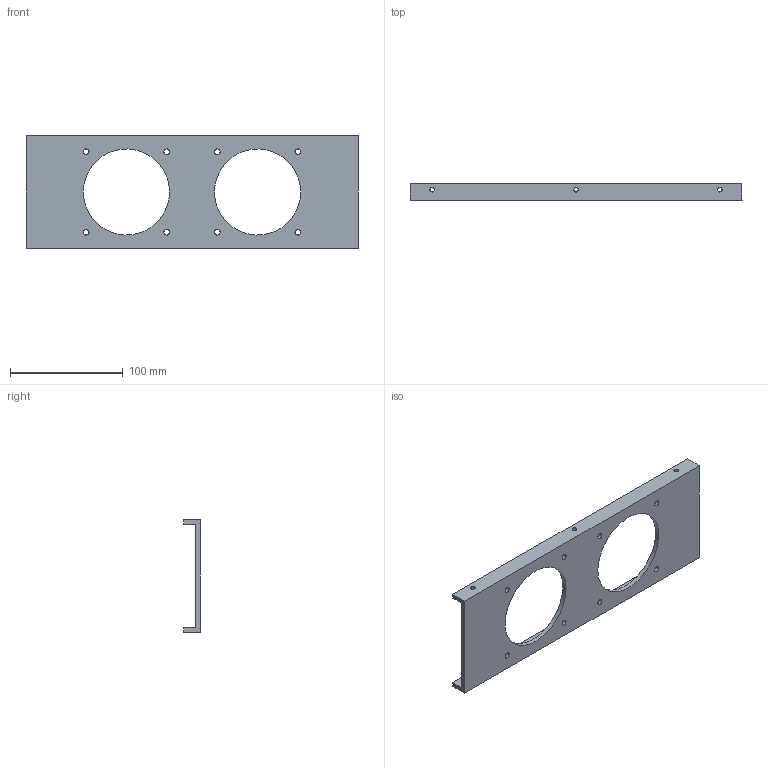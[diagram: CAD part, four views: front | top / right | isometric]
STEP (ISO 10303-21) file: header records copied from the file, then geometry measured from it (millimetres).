
FILE_DESCRIPTION(/* description */ (''),/* implementation_level */ '2;1');
FILE_NAME(/* name */ '4mm-Aluminum-Panel-Right',/* time_stamp */ '2021-11-29T17:35:32+01:00',/* author */ (''),/* organization */ (''),/* preprocessor_version */ 'ST-DEVELOPER v10',/* originating_system */ '',/* authorisation */ '');
FILE_SCHEMA (('CONFIG_CONTROL_DESIGN'));
Length unit declared in the file: millimetre
Products named in the file (1): 1
Bounding box: 295 x 15 x 100 mm (x, y, z)
Volume: 106258.1 mm3; surface area: 59192.8 mm2
Topology: 1 solids, 1 shells, 42 faces, 120 edges, 80 vertices
Faces by surface type: bspline 42
Entity records: 1898 total; most frequent: CARTESIAN_POINT 1050, ORIENTED_EDGE 240, EDGE_CURVE 120, B_SPLINE_CURVE_WITH_KNOTS 96, VERTEX_POINT 80, EDGE_LOOP 74, ADVANCED_FACE 42, FACE_OUTER_BOUND 42
